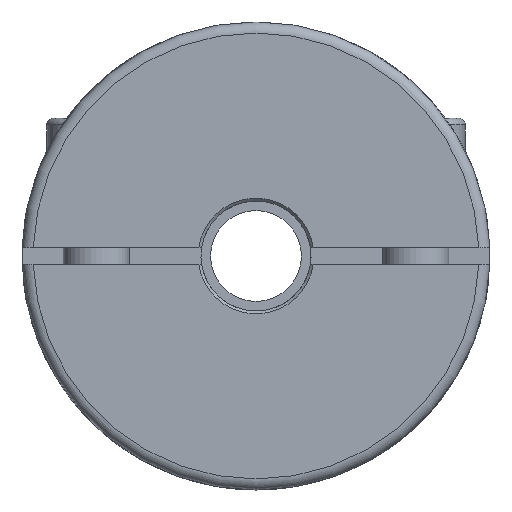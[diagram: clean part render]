
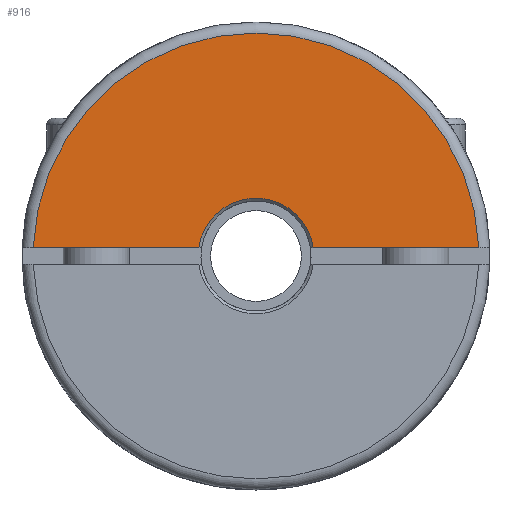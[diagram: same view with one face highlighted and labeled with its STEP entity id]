
A CAD part, left-side view. The second image highlights one B-rep face of the part: STEP entity #916.
In plain terms, the highlighted planar face has unit normal (-1, 0, 0).
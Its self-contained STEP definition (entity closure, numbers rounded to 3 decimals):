
#916 = ADVANCED_FACE( '', ( #1970 ), #1971, .T. );
#1970 = FACE_OUTER_BOUND( '', #3081, .T. );
#1971 = PLANE( '', #3082 );
#3081 = EDGE_LOOP( '', ( #5720, #5721, #5722, #5723 ) );
#3082 = AXIS2_PLACEMENT_3D( '', #5724, #5725, #5726 );
#5720 = ORIENTED_EDGE( '', *, *, #7175, .T. );
#5721 = ORIENTED_EDGE( '', *, *, #7198, .T. );
#5722 = ORIENTED_EDGE( '', *, *, #6386, .T. );
#5723 = ORIENTED_EDGE( '', *, *, #6718, .T. );
#5724 = CARTESIAN_POINT( '', ( 0., 0., 9. ) );
#5725 = DIRECTION( '', ( -1., 0., 0. ) );
#5726 = DIRECTION( '', ( 0., 0., 1. ) );
#6386 = EDGE_CURVE( '', #7691, #7692, #7693, .T. );
#6718 = EDGE_CURVE( '', #7692, #8219, #8220, .T. );
#7175 = EDGE_CURVE( '', #8219, #8819, #8821, .T. );
#7198 = EDGE_CURVE( '', #8819, #7691, #8843, .F. );
#7691 = VERTEX_POINT( '', #10053 );
#7692 = VERTEX_POINT( '', #10054 );
#7693 = LINE( '', #10055, #10056 );
#8219 = VERTEX_POINT( '', #11200 );
#8220 = CIRCLE( '', #11201, 40.5 );
#8819 = VERTEX_POINT( '', #12502 );
#8821 = LINE( '', #12507, #12508 );
#8843 = CIRCLE( '', #12544, 10.5 );
#10053 = CARTESIAN_POINT( '', ( 0., -10.392, 1.5 ) );
#10054 = CARTESIAN_POINT( '', ( 0., -40.472, 1.5 ) );
#10055 = CARTESIAN_POINT( '', ( 0., 0., 1.5 ) );
#10056 = VECTOR( '', #12917, 1000. );
#11200 = CARTESIAN_POINT( '', ( 0., 40.472, 1.5 ) );
#11201 = AXIS2_PLACEMENT_3D( '', #13308, #13309, #13310 );
#12502 = CARTESIAN_POINT( '', ( 0., 10.392, 1.5 ) );
#12507 = CARTESIAN_POINT( '', ( 0., 0., 1.5 ) );
#12508 = VECTOR( '', #13837, 1000. );
#12544 = AXIS2_PLACEMENT_3D( '', #13850, #13851, #13852 );
#12917 = DIRECTION( '', ( 0., -1., 0. ) );
#13308 = CARTESIAN_POINT( '', ( 0., 0., 0. ) );
#13309 = DIRECTION( '', ( -1., 0., 0. ) );
#13310 = DIRECTION( '', ( 0., 0., 1. ) );
#13837 = DIRECTION( '', ( 0., -1., 0. ) );
#13850 = CARTESIAN_POINT( '', ( 0., 0., 0. ) );
#13851 = DIRECTION( '', ( -1., 0., 0. ) );
#13852 = DIRECTION( '', ( 0., 0., 1. ) );
